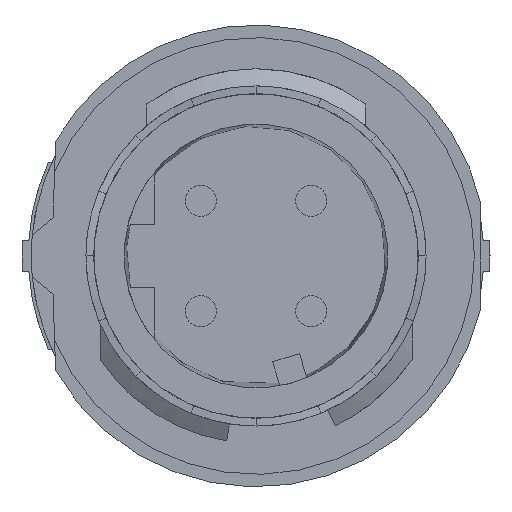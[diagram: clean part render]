
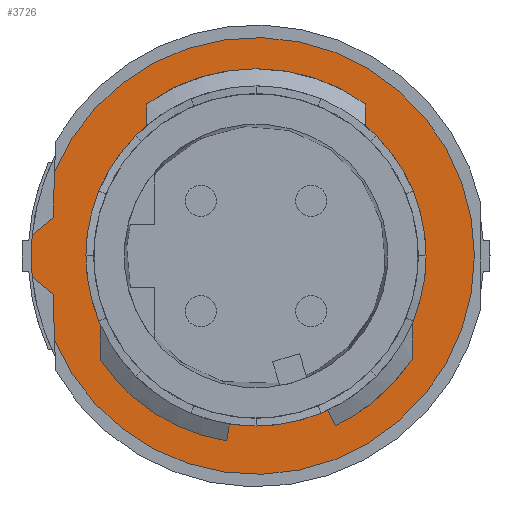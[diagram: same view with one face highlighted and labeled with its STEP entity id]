
A CAD part, left-side view. The second image highlights one B-rep face of the part: STEP entity #3726.
In plain terms, the highlighted planar face has unit normal (-1, 0, 0).
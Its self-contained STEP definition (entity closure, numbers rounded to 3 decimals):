
#201=CARTESIAN_POINT('',(-37.678,0.,
0.));
#202=DIRECTION('',(-1.,0.,0.));
#203=DIRECTION('',(0.,0.996,0.094));
#204=AXIS2_PLACEMENT_3D('',#201,#202,#203);
#209=DIRECTION('',(0.,0.777,-0.629));
#210=VECTOR('',#209,0.851);
#211=CARTESIAN_POINT('',(-37.678,6.507,1.21));
#212=LINE('',#211,#210);
#216=DIRECTION('',(0.,0.035,-0.999));
#217=VECTOR('',#216,1.499);
#218=CARTESIAN_POINT('',(-37.678,6.455,2.708));
#219=LINE('',#218,#217);
#223=CARTESIAN_POINT('',(-37.678,0.,0.));
#224=DIRECTION('',(1.,0.,0.));
#225=DIRECTION('',(0.,0.922,0.387));
#226=AXIS2_PLACEMENT_3D('',#223,#224,#225);
#231=DIRECTION('',(0.,-0.035,-0.999));
#232=VECTOR('',#231,1.499);
#233=CARTESIAN_POINT('',(-37.678,6.507,-1.21));
#234=LINE('',#233,#232);
#238=DIRECTION('',(0.,-0.777,-0.629));
#239=VECTOR('',#238,0.851);
#240=CARTESIAN_POINT('',(-37.678,7.168,
-0.675));
#241=LINE('',#240,#239);
#245=CARTESIAN_POINT('',(-37.678,0.,
0.));
#246=DIRECTION('',(-1.,0.,0.));
#247=DIRECTION('',(0.,1.,0.));
#248=AXIS2_PLACEMENT_3D('',#245,#246,#247);
#253=CARTESIAN_POINT('',(-37.678,0.,0.));
#254=DIRECTION('',(1.,0.,0.));
#255=DIRECTION('',(0.,-0.966,-0.259));
#256=AXIS2_PLACEMENT_3D('',#253,#254,#255);
#261=CARTESIAN_POINT('',(-37.678,0.,0.));
#262=DIRECTION('',(1.,0.,0.));
#263=DIRECTION('',(0.,0.966,0.259));
#264=AXIS2_PLACEMENT_3D('',#261,#262,#263);
#3183=CARTESIAN_POINT('',(-37.678,6.455,2.708));
#3184=VERTEX_POINT('',#3183);
#3185=CARTESIAN_POINT('',(-37.678,6.507,1.21));
#3186=VERTEX_POINT('',#3185);
#3187=CARTESIAN_POINT('',(-37.678,7.168,
0.675));
#3188=VERTEX_POINT('',#3187);
#3201=CARTESIAN_POINT('',(-37.678,7.2,
0.));
#3202=VERTEX_POINT('',#3201);
#3203=CARTESIAN_POINT('',(-37.678,7.168,
-0.675));
#3204=VERTEX_POINT('',#3203);
#3211=CARTESIAN_POINT('',(-37.678,6.507,
-1.21));
#3212=VERTEX_POINT('',#3211);
#3213=CARTESIAN_POINT('',(-37.678,6.455,
-2.708));
#3214=VERTEX_POINT('',#3213);
#3217=CARTESIAN_POINT('',(-37.678,5.264,1.411));
#3218=CARTESIAN_POINT('',(-37.678,-5.264,
-1.411));
#3219=VERTEX_POINT('',#3217);
#3220=VERTEX_POINT('',#3218);
#3704=CARTESIAN_POINT('',(-37.678,-6.225,0.));
#3705=DIRECTION('',(-1.,0.,0.));
#3706=DIRECTION('',(0.,0.,-1.));
#3707=AXIS2_PLACEMENT_3D('',#3704,#3705,#3706);
#3708=PLANE('',#3707);
#3709=ORIENTED_EDGE('',*,*,#3600,.F.);
#3710=ORIENTED_EDGE('',*,*,#3691,.F.);
#3711=ORIENTED_EDGE('',*,*,#3651,.F.);
#3713=ORIENTED_EDGE('',*,*,#3712,.T.);
#3714=ORIENTED_EDGE('',*,*,#3513,.F.);
#3716=ORIENTED_EDGE('',*,*,#3715,.F.);
#3717=ORIENTED_EDGE('',*,*,#3540,.F.);
#3718=EDGE_LOOP('',(#3709,#3710,#3711,#3713,#3714,#3716,#3717));
#3719=FACE_OUTER_BOUND('',#3718,.F.);
#3721=ORIENTED_EDGE('',*,*,#3720,.F.);
#3723=ORIENTED_EDGE('',*,*,#3722,.F.);
#3724=EDGE_LOOP('',(#3721,#3723));
#3725=FACE_BOUND('',#3724,.F.);
#3726=ADVANCED_FACE('',(#3719,#3725),#3708,.T.);
#205=CIRCLE('',#204,7.2);
#227=CIRCLE('',#226,7.);
#249=CIRCLE('',#248,7.2);
#257=CIRCLE('',#256,5.45);
#265=CIRCLE('',#264,5.45);
#3513=EDGE_CURVE('',#3212,#3214,#234,.T.);
#3540=EDGE_CURVE('',#3202,#3204,#249,.T.);
#3600=EDGE_CURVE('',#3188,#3202,#205,.T.);
#3651=EDGE_CURVE('',#3184,#3186,#219,.T.);
#3691=EDGE_CURVE('',#3186,#3188,#212,.T.);
#3712=EDGE_CURVE('',#3184,#3214,#227,.T.);
#3715=EDGE_CURVE('',#3204,#3212,#241,.T.);
#3720=EDGE_CURVE('',#3220,#3219,#257,.T.);
#3722=EDGE_CURVE('',#3219,#3220,#265,.T.);
